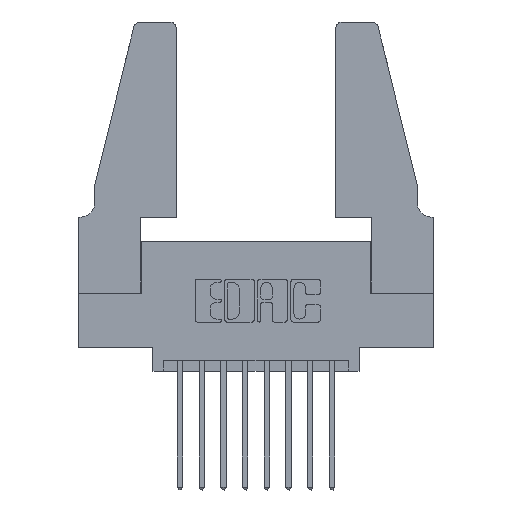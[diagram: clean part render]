
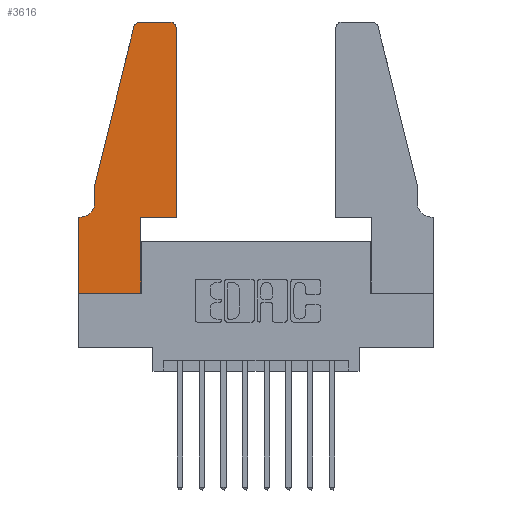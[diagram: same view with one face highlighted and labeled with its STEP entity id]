
A CAD part, top view. The second image highlights one B-rep face of the part: STEP entity #3616.
In plain terms, the highlighted planar face has unit normal (0, 0, 1).
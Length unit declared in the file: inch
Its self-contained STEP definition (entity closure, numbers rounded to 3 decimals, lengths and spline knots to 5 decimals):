
#22 = ORIENTED_EDGE ( 'NONE', *, *, #6434, .T. ) ;
#96 = VERTEX_POINT ( 'NONE', #1526 ) ;
#194 = EDGE_CURVE ( 'NONE', #6327, #11347, #9707, .T. ) ;
#331 = VERTEX_POINT ( 'NONE', #5710 ) ;
#447 = VERTEX_POINT ( 'NONE', #12658 ) ;
#611 = DIRECTION ( 'NONE',  ( 1., 0., 0. ) ) ;
#890 = CARTESIAN_POINT ( 'NONE',  ( 0.4205, 1.25, 0.37 ) ) ;
#980 = EDGE_CURVE ( 'NONE', #96, #9900, #8592, .T. ) ;
#1112 = VERTEX_POINT ( 'NONE', #12866 ) ;
#1239 = ORIENTED_EDGE ( 'NONE', *, *, #9963, .T. ) ;
#1437 = AXIS2_PLACEMENT_3D ( 'NONE', #8276, #7963, #7861 ) ;
#1469 = LINE ( 'NONE', #2846, #6254 ) ;
#1526 = CARTESIAN_POINT ( 'NONE',  ( 0., 0.35, 0.37 ) ) ;
#1713 = DIRECTION ( 'NONE',  ( -1., 0., 0. ) ) ;
#2064 = ORIENTED_EDGE ( 'NONE', *, *, #4378, .T. ) ;
#2101 = CIRCLE ( 'NONE', #11960, 0.03 ) ;
#2315 = DIRECTION ( 'NONE',  ( -1., 0., 0. ) ) ;
#2366 = VECTOR ( 'NONE', #2315, 39.37008 ) ;
#2477 = CARTESIAN_POINT ( 'NONE',  ( 0.4505, 0.35, 0.37 ) ) ;
#2846 = CARTESIAN_POINT ( 'NONE',  ( 0.4505, 0.35, 0.37 ) ) ;
#2945 = ORIENTED_EDGE ( 'NONE', *, *, #4399, .T. ) ;
#3242 = CARTESIAN_POINT ( 'NONE',  ( 0.0055, 0.35, 0.37 ) ) ;
#3393 = VERTEX_POINT ( 'NONE', #890 ) ;
#3414 = CARTESIAN_POINT ( 'NONE',  ( 0.0055, 0.42, 0.37 ) ) ;
#3502 = DIRECTION ( 'NONE',  ( 0., 1., 0. ) ) ;
#3557 = EDGE_CURVE ( 'NONE', #1112, #11195, #6762, .T. ) ;
#3616 = ADVANCED_FACE ( 'NONE', ( #8533 ), #8008, .T. ) ;
#3749 = EDGE_LOOP ( 'NONE', ( #11580, #9793, #7835, #11611, #2064, #22, #11339, #7503, #7664, #1239, #5863, #2945 ) ) ;
#4276 = LINE ( 'NONE', #2477, #9359 ) ;
#4378 = EDGE_CURVE ( 'NONE', #10054, #12696, #10692, .T. ) ;
#4399 = EDGE_CURVE ( 'NONE', #13129, #3393, #10079, .T. ) ;
#4455 = DIRECTION ( 'NONE',  ( -1., 0., 0. ) ) ;
#4495 = CARTESIAN_POINT ( 'NONE',  ( 0.4205, 1.22, 0.37 ) ) ;
#4626 = CARTESIAN_POINT ( 'NONE',  ( 0.2865, 0., 0.37 ) ) ;
#5298 = LINE ( 'NONE', #10889, #12751 ) ;
#5505 = DIRECTION ( 'NONE',  ( 1., 0., 0. ) ) ;
#5697 = AXIS2_PLACEMENT_3D ( 'NONE', #3414, #10506, #4455 ) ;
#5710 = CARTESIAN_POINT ( 'NONE',  ( 0.4505, 0.35, 0.37 ) ) ;
#5863 = ORIENTED_EDGE ( 'NONE', *, *, #8817, .T. ) ;
#5936 = DIRECTION ( 'NONE',  ( 1., 0., 0. ) ) ;
#6254 = VECTOR ( 'NONE', #5936, 39.37008 ) ;
#6327 = VERTEX_POINT ( 'NONE', #4626 ) ;
#6376 = CARTESIAN_POINT ( 'NONE',  ( 0.2605, 1.25, 0.37 ) ) ;
#6434 = EDGE_CURVE ( 'NONE', #12696, #96, #5298, .T. ) ;
#6502 = DIRECTION ( 'NONE',  ( 0., -1., 0. ) ) ;
#6720 = DIRECTION ( 'NONE',  ( 0., 0., 1. ) ) ;
#6762 = LINE ( 'NONE', #10070, #9160 ) ;
#7006 = VECTOR ( 'NONE', #11151, 39.37008 ) ;
#7059 = AXIS2_PLACEMENT_3D ( 'NONE', #4495, #11551, #5505 ) ;
#7133 = LINE ( 'NONE', #8514, #9530 ) ;
#7429 = LINE ( 'NONE', #9248, #12519 ) ;
#7503 = ORIENTED_EDGE ( 'NONE', *, *, #8541, .T. ) ;
#7664 = ORIENTED_EDGE ( 'NONE', *, *, #194, .T. ) ;
#7783 = CARTESIAN_POINT ( 'NONE',  ( 0., 0., 0.37 ) ) ;
#7835 = ORIENTED_EDGE ( 'NONE', *, *, #3557, .T. ) ;
#7861 = DIRECTION ( 'NONE',  ( 1., 0., 0. ) ) ;
#7880 = DIRECTION ( 'NONE',  ( 0., -1., 0. ) ) ;
#7963 = DIRECTION ( 'NONE',  ( 0., 0., 1. ) ) ;
#8008 = PLANE ( 'NONE',  #1437 ) ;
#8024 = EDGE_CURVE ( 'NONE', #3393, #447, #13172, .T. ) ;
#8091 = EDGE_CURVE ( 'NONE', #11195, #10054, #7133, .T. ) ;
#8276 = CARTESIAN_POINT ( 'NONE',  ( 0., 0.35, 0.37 ) ) ;
#8514 = CARTESIAN_POINT ( 'NONE',  ( 0.0755, 0.5, 0.37 ) ) ;
#8533 = FACE_OUTER_BOUND ( 'NONE', #3749, .T. ) ;
#8541 = EDGE_CURVE ( 'NONE', #9900, #6327, #7429, .T. ) ;
#8592 = LINE ( 'NONE', #7783, #11254 ) ;
#8662 = CARTESIAN_POINT ( 'NONE',  ( 0.4505, 1.22, 0.37 ) ) ;
#8767 = CARTESIAN_POINT ( 'NONE',  ( 0., 0., 0.37 ) ) ;
#8817 = EDGE_CURVE ( 'NONE', #331, #13129, #4276, .T. ) ;
#9160 = VECTOR ( 'NONE', #10047, 39.37008 ) ;
#9248 = CARTESIAN_POINT ( 'NONE',  ( 0., 0., 0.37 ) ) ;
#9359 = VECTOR ( 'NONE', #3502, 39.37008 ) ;
#9530 = VECTOR ( 'NONE', #6502, 39.37008 ) ;
#9707 = LINE ( 'NONE', #10194, #7006 ) ;
#9793 = ORIENTED_EDGE ( 'NONE', *, *, #9883, .T. ) ;
#9883 = EDGE_CURVE ( 'NONE', #447, #1112, #2101, .T. ) ;
#9900 = VERTEX_POINT ( 'NONE', #8767 ) ;
#9963 = EDGE_CURVE ( 'NONE', #11347, #331, #1469, .T. ) ;
#10047 = DIRECTION ( 'NONE',  ( -0.239, -0.971, 0. ) ) ;
#10054 = VERTEX_POINT ( 'NONE', #13146 ) ;
#10070 = CARTESIAN_POINT ( 'NONE',  ( 0.0755, 0.5, 0.37 ) ) ;
#10079 = CIRCLE ( 'NONE', #7059, 0.03 ) ;
#10194 = CARTESIAN_POINT ( 'NONE',  ( 0.2865, 0.35, 0.37 ) ) ;
#10253 = DIRECTION ( 'NONE',  ( 1., 0., 0. ) ) ;
#10506 = DIRECTION ( 'NONE',  ( 0., 0., -1. ) ) ;
#10692 = CIRCLE ( 'NONE', #5697, 0.07 ) ;
#10889 = CARTESIAN_POINT ( 'NONE',  ( 0.0755, 0.35, 0.37 ) ) ;
#11151 = DIRECTION ( 'NONE',  ( 0., 1., 0. ) ) ;
#11195 = VERTEX_POINT ( 'NONE', #12087 ) ;
#11254 = VECTOR ( 'NONE', #7880, 39.37008 ) ;
#11339 = ORIENTED_EDGE ( 'NONE', *, *, #980, .T. ) ;
#11347 = VERTEX_POINT ( 'NONE', #12359 ) ;
#11551 = DIRECTION ( 'NONE',  ( 0., 0., 1. ) ) ;
#11580 = ORIENTED_EDGE ( 'NONE', *, *, #8024, .T. ) ;
#11611 = ORIENTED_EDGE ( 'NONE', *, *, #8091, .T. ) ;
#11960 = AXIS2_PLACEMENT_3D ( 'NONE', #12808, #6720, #611 ) ;
#12087 = CARTESIAN_POINT ( 'NONE',  ( 0.0755, 0.5, 0.37 ) ) ;
#12359 = CARTESIAN_POINT ( 'NONE',  ( 0.2865, 0.35, 0.37 ) ) ;
#12519 = VECTOR ( 'NONE', #10253, 39.37008 ) ;
#12658 = CARTESIAN_POINT ( 'NONE',  ( 0.284, 1.25, 0.37 ) ) ;
#12696 = VERTEX_POINT ( 'NONE', #3242 ) ;
#12751 = VECTOR ( 'NONE', #1713, 39.37008 ) ;
#12808 = CARTESIAN_POINT ( 'NONE',  ( 0.284, 1.22, 0.37 ) ) ;
#12866 = CARTESIAN_POINT ( 'NONE',  ( 0.25487, 1.22718, 0.37 ) ) ;
#13129 = VERTEX_POINT ( 'NONE', #8662 ) ;
#13146 = CARTESIAN_POINT ( 'NONE',  ( 0.0755, 0.42, 0.37 ) ) ;
#13172 = LINE ( 'NONE', #6376, #2366 ) ;
